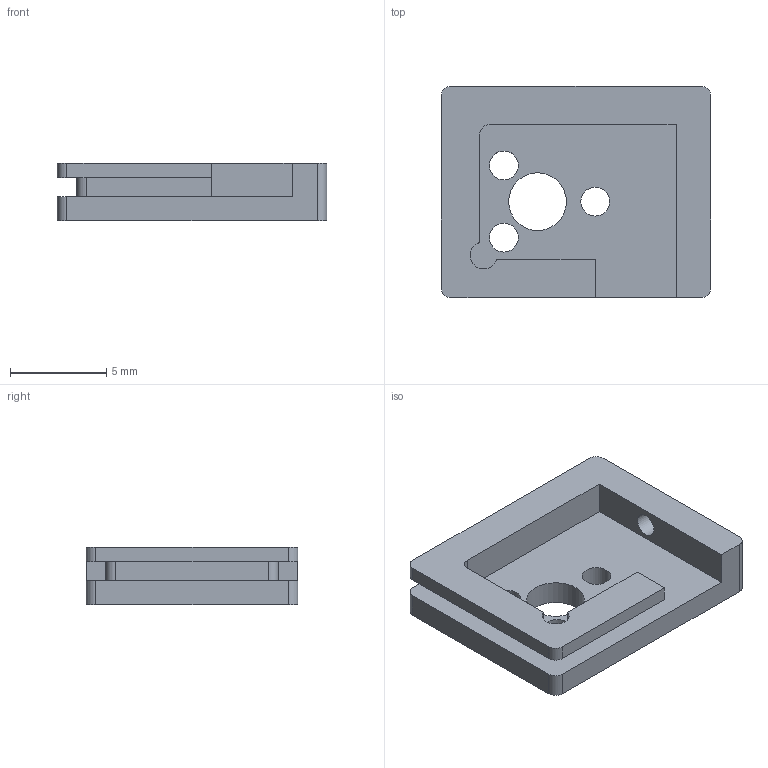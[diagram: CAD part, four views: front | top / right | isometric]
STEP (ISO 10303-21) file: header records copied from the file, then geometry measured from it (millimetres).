
FILE_DESCRIPTION(/* description */ (''),/* implementation_level */ '2;1');
FILE_NAME(/* name */ 'baseplate rat definitief oktober 2017.stp',/* time_stamp */ '2017-10-27T14:04:10+02:00',/* author */ ('bos'),/* organization */ (''),/* preprocessor_version */ 'ST-DEVELOPER v16.5',/* originating_system */ 'Autodesk Inventor 2017',/* authorisation */ '');
FILE_SCHEMA (('AUTOMOTIVE_DESIGN { 1 0 10303 214 3 1 1 }'));
Length unit declared in the file: millimetre
Products named in the file (1): baseplate rat definitief oktober 2017
Bounding box: 14 x 11 x 3 mm (x, y, z)
Volume: 276.8 mm3; surface area: 566.4 mm2
Topology: 1 solids, 1 shells, 34 faces, 100 edges, 68 vertices
Faces by surface type: plane 19, cylinder 15
Full cylindrical faces by diameter (mm): 1.2 x1, 1.5 x3, 3 x1
Entity records: 1135 total; most frequent: DIRECTION 191, CARTESIAN_POINT 190, ORIENTED_EDGE 182, EDGE_CURVE 91, AXIS2_PLACEMENT_3D 65, VERTEX_POINT 64, LINE 61, VECTOR 61
